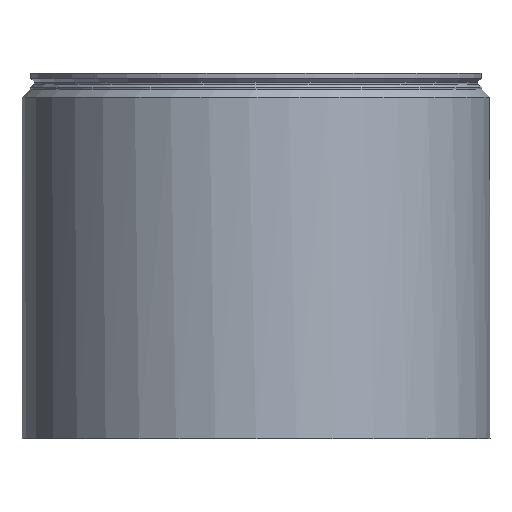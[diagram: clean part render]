
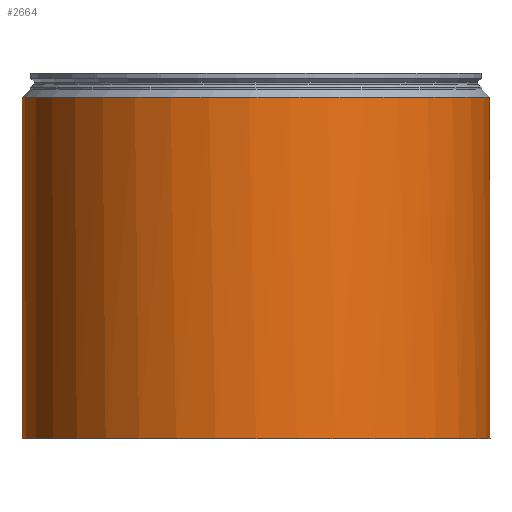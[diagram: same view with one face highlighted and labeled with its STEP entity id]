
A CAD part, front view. The second image highlights one B-rep face of the part: STEP entity #2664.
In plain terms, the highlighted cylindrical face has radius 46.2 mm (diameter 92.4 mm), a full revolution.
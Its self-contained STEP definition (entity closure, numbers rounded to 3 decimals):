
#251=FACE_OUTER_BOUND('',#416,.T.);
#416=EDGE_LOOP('',(#2306,#2307,#2308,#2309,#2310,#2311,#2312,#2313));
#477=B_SPLINE_CURVE_WITH_KNOTS('',3,(#5175,#5176,#5177,#5178,#5179,#5180,
#5181,#5182,#5183,#5184,#5185,#5186,#5187,#5188,#5189,#5190,#5191,#5192,
#5193,#5194,#5195,#5196,#5197),.UNSPECIFIED.,.F.,.F.,(4,1,1,1,1,1,1,1,1,
1,1,1,1,1,1,1,1,1,1,1,4),(0.,0.075,0.15,
0.187,0.225,0.262,0.3,
0.45,0.6,1.399,1.799,2.998,
3.597,3.747,3.897,3.935,3.972,
4.009,4.047,4.122,4.197),
 .UNSPECIFIED.);
#658=CIRCLE('',#2978,46.2);
#659=CIRCLE('',#2979,46.2);
#660=CIRCLE('',#2980,46.2);
#827=LINE('',#5161,#991);
#829=LINE('',#5169,#993);
#830=LINE('',#5174,#994);
#991=VECTOR('',#3713,10.);
#993=VECTOR('',#3721,46.2);
#994=VECTOR('',#3726,10.);
#1224=VERTEX_POINT('',#5151);
#1225=VERTEX_POINT('',#5160);
#1227=VERTEX_POINT('',#5166);
#1228=VERTEX_POINT('',#5168);
#1229=VERTEX_POINT('',#5171);
#1230=VERTEX_POINT('',#5173);
#1598=EDGE_CURVE('',#1224,#1225,#827,.T.);
#1601=EDGE_CURVE('',#1227,#1224,#658,.T.);
#1602=EDGE_CURVE('',#1227,#1228,#829,.T.);
#1603=EDGE_CURVE('',#1228,#1228,#659,.T.);
#1604=EDGE_CURVE('',#1229,#1227,#660,.T.);
#1605=EDGE_CURVE('',#1230,#1229,#830,.T.);
#1606=EDGE_CURVE('',#1225,#1230,#477,.T.);
#2306=ORIENTED_EDGE('',*,*,#1598,.F.);
#2307=ORIENTED_EDGE('',*,*,#1601,.F.);
#2308=ORIENTED_EDGE('',*,*,#1602,.T.);
#2309=ORIENTED_EDGE('',*,*,#1603,.T.);
#2310=ORIENTED_EDGE('',*,*,#1602,.F.);
#2311=ORIENTED_EDGE('',*,*,#1604,.F.);
#2312=ORIENTED_EDGE('',*,*,#1605,.F.);
#2313=ORIENTED_EDGE('',*,*,#1606,.F.);
#2517=CYLINDRICAL_SURFACE('',#2977,46.2);
#2664=ADVANCED_FACE('',(#251),#2517,.T.);
#2977=AXIS2_PLACEMENT_3D('',#5165,#3717,#3718);
#2978=AXIS2_PLACEMENT_3D('',#5167,#3719,#3720);
#2979=AXIS2_PLACEMENT_3D('',#5170,#3722,#3723);
#2980=AXIS2_PLACEMENT_3D('',#5172,#3724,#3725);
#3713=DIRECTION('',(0.,0.,-1.));
#3717=DIRECTION('center_axis',(0.,0.,1.));
#3718=DIRECTION('ref_axis',(1.,0.,0.));
#3719=DIRECTION('center_axis',(0.,0.,1.));
#3720=DIRECTION('ref_axis',(1.,0.,0.));
#3721=DIRECTION('',(0.,0.,-1.));
#3722=DIRECTION('center_axis',(0.,0.,1.));
#3723=DIRECTION('ref_axis',(1.,0.,0.));
#3724=DIRECTION('center_axis',(0.,0.,1.));
#3725=DIRECTION('ref_axis',(1.,0.,0.));
#3726=DIRECTION('',(0.,0.,1.));
#5151=CARTESIAN_POINT('',(19.448,41.907,72.6));
#5160=CARTESIAN_POINT('',(19.448,41.907,70.162));
#5161=CARTESIAN_POINT('',(19.448,41.907,5.2));
#5165=CARTESIAN_POINT('Origin',(0.,0.,5.2));
#5166=CARTESIAN_POINT('',(-46.2,0.,72.6));
#5167=CARTESIAN_POINT('Origin',(0.,0.,72.6));
#5168=CARTESIAN_POINT('',(-46.2,0.,5.2));
#5169=CARTESIAN_POINT('',(-46.2,0.,5.2));
#5170=CARTESIAN_POINT('Origin',(0.,0.,5.2));
#5171=CARTESIAN_POINT('',(-19.448,41.907,72.6));
#5172=CARTESIAN_POINT('Origin',(0.,0.,72.6));
#5173=CARTESIAN_POINT('',(-19.448,41.907,70.162));
#5174=CARTESIAN_POINT('',(-19.448,41.907,5.2));
#5175=CARTESIAN_POINT('Ctrl Pts',(19.448,41.907,70.162));
#5176=CARTESIAN_POINT('Ctrl Pts',(19.448,41.907,69.912));
#5177=CARTESIAN_POINT('Ctrl Pts',(19.399,41.93,69.411));
#5178=CARTESIAN_POINT('Ctrl Pts',(19.179,42.031,68.826));
#5179=CARTESIAN_POINT('Ctrl Pts',(18.881,42.166,68.435));
#5180=CARTESIAN_POINT('Ctrl Pts',(18.58,42.3,68.234));
#5181=CARTESIAN_POINT('Ctrl Pts',(18.232,42.451,68.158));
#5182=CARTESIAN_POINT('Ctrl Pts',(17.537,42.746,68.046));
#5183=CARTESIAN_POINT('Ctrl Pts',(16.472,43.173,67.95));
#5184=CARTESIAN_POINT('Ctrl Pts',(12.96,44.447,67.699));
#5185=CARTESIAN_POINT('Ctrl Pts',(8.484,45.557,67.524));
#5186=CARTESIAN_POINT('Ctrl Pts',(0.357,46.46,67.342));
#5187=CARTESIAN_POINT('Ctrl Pts',(-7.183,45.96,67.455));
#5188=CARTESIAN_POINT('Ctrl Pts',(-13.599,44.215,67.743));
#5189=CARTESIAN_POINT('Ctrl Pts',(-16.472,43.173,67.95));
#5190=CARTESIAN_POINT('Ctrl Pts',(-17.537,42.746,68.046));
#5191=CARTESIAN_POINT('Ctrl Pts',(-18.232,42.451,68.158));
#5192=CARTESIAN_POINT('Ctrl Pts',(-18.58,42.3,68.233));
#5193=CARTESIAN_POINT('Ctrl Pts',(-18.882,42.166,68.435));
#5194=CARTESIAN_POINT('Ctrl Pts',(-19.179,42.031,68.826));
#5195=CARTESIAN_POINT('Ctrl Pts',(-19.399,41.93,69.411));
#5196=CARTESIAN_POINT('Ctrl Pts',(-19.448,41.907,69.912));
#5197=CARTESIAN_POINT('Ctrl Pts',(-19.448,41.907,70.162));
